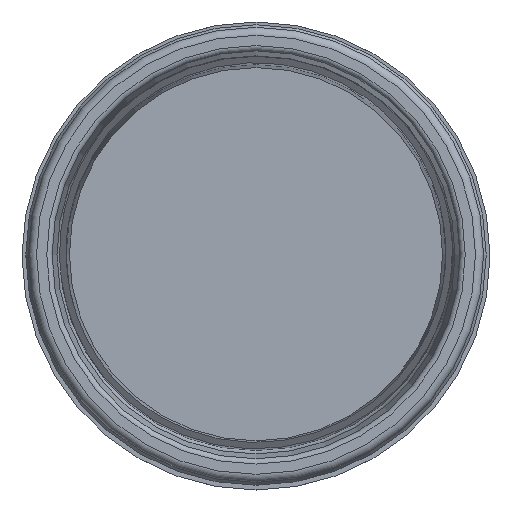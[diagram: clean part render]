
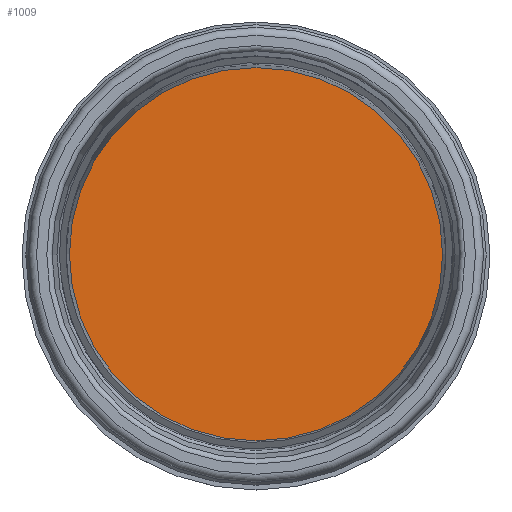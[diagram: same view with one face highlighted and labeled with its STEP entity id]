
A CAD part, top view. The second image highlights one B-rep face of the part: STEP entity #1009.
In plain terms, the highlighted planar face has unit normal (0, 0, 1).
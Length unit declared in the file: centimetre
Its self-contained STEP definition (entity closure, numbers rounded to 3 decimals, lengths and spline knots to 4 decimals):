
#239=CIRCLE('',#1180,35.9091);
#331=FACE_OUTER_BOUND('',#402,.T.);
#402=EDGE_LOOP('',(#923));
#494=VERTEX_POINT('',#2019);
#637=EDGE_CURVE('',#494,#494,#239,.T.);
#923=ORIENTED_EDGE('',*,*,#637,.F.);
#946=PLANE('',#1182);
#1009=ADVANCED_FACE('',(#331),#946,.T.);
#1180=AXIS2_PLACEMENT_3D('',#2020,#1549,#1550);
#1182=AXIS2_PLACEMENT_3D('',#2022,#1553,#1554);
#1549=DIRECTION('center_axis',(0.,0.,
-1.));
#1550=DIRECTION('ref_axis',(1.,0.,0.));
#1553=DIRECTION('center_axis',(0.,0.,
1.));
#1554=DIRECTION('ref_axis',(0.,-1.,0.));
#2019=CARTESIAN_POINT('',(0.,-35.9091,236.));
#2020=CARTESIAN_POINT('Origin',(0.,0.,
236.));
#2022=CARTESIAN_POINT('Origin',(-36.8454,0.,
236.));
